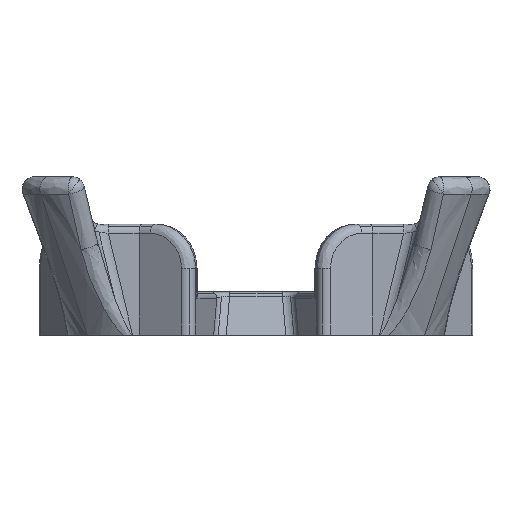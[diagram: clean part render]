
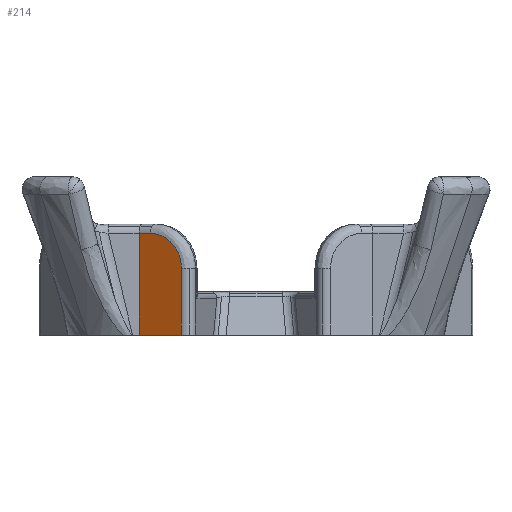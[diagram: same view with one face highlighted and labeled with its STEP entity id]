
A CAD part, front view. The second image highlights one B-rep face of the part: STEP entity #214.
In plain terms, the highlighted planar face has unit normal (-0.537, -0.843, 0).
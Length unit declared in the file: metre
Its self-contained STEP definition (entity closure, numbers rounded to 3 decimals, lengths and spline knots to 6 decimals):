
#214=ADVANCED_FACE('0:33560',(#863),#864,.T.);
#863=FACE_OUTER_BOUND('',#2151,.T.);
#864=PLANE('',#2152);
#2151=EDGE_LOOP('',(#29926,#29927,#29928,#29929,#29930));
#2152=AXIS2_PLACEMENT_3D('',#29931,#29932,#29933);
#29926=ORIENTED_EDGE('',*,*,#32817,.F.);
#29927=ORIENTED_EDGE('',*,*,#32903,.F.);
#29928=ORIENTED_EDGE('',*,*,#32904,.F.);
#29929=ORIENTED_EDGE('',*,*,#32821,.F.);
#29930=ORIENTED_EDGE('',*,*,#32896,.F.);
#29931=CARTESIAN_POINT('',(-0.044551,-0.098207,-0.000029));
#29932=DIRECTION('',(-0.537,-0.843,0.));
#29933=DIRECTION('',(-0.843,0.537,0.0));
#32817=EDGE_CURVE('0:34709',#34491,#34493,#34494,.T.);
#32821=EDGE_CURVE('0:34694',#34499,#34501,#34502,.T.);
#32896=EDGE_CURVE('0:34700',#34493,#34499,#34618,.T.);
#32903=EDGE_CURVE('0:34733',#34627,#34491,#34628,.F.);
#32904=EDGE_CURVE('0:34736',#34501,#34627,#34629,.F.);
#34491=VERTEX_POINT('',#37714);
#34493=VERTEX_POINT('',#37716);
#34494=LINE('',#37717,#37718);
#34499=VERTEX_POINT('',#37724);
#34501=VERTEX_POINT('',#37726);
#34502=LINE('',#37727,#37728);
#34618=ELLIPSE('',#37943,0.005981,0.005646);
#34627=VERTEX_POINT('',#37956);
#34628=LINE('',#37957,#37958);
#34629=LINE('',#37959,#37960);
#37714=CARTESIAN_POINT('',(-0.050019,-0.094722,0.015599));
#37716=CARTESIAN_POINT('',(-0.048216,-0.095871,0.015599));
#37717=CARTESIAN_POINT('',(-0.050455,-0.094444,0.015599));
#37718=VECTOR('',#42094,1.0);
#37724=CARTESIAN_POINT('',(-0.043172,-0.099085,0.009953));
#37726=CARTESIAN_POINT('',(-0.043172,-0.099085,-0.0009));
#37727=CARTESIAN_POINT('',(-0.043172,-0.099085,0.001706));
#37728=VECTOR('',#42102,1.0);
#37943=AXIS2_PLACEMENT_3D('',#42250,#42251,#42252);
#37956=CARTESIAN_POINT('',(-0.050019,-0.094722,-0.0009));
#37957=CARTESIAN_POINT('',(-0.050019,-0.094722,0.007882));
#37958=VECTOR('',#42263,1.0);
#37959=CARTESIAN_POINT('',(-0.047483,-0.096338,-0.0009));
#37960=VECTOR('',#42264,1.0);
#42094=DIRECTION('',(0.843,-0.537,0.));
#42102=DIRECTION('',(0.,0.,-1.0));
#42250=CARTESIAN_POINT('',(-0.048216,-0.095871,0.009953));
#42251=DIRECTION('',(0.537,0.843,0.));
#42252=DIRECTION('',(0.843,-0.537,0.));
#42263=DIRECTION('',(0.,0.,-1.0));
#42264=DIRECTION('',(0.843,-0.537,0.0));
